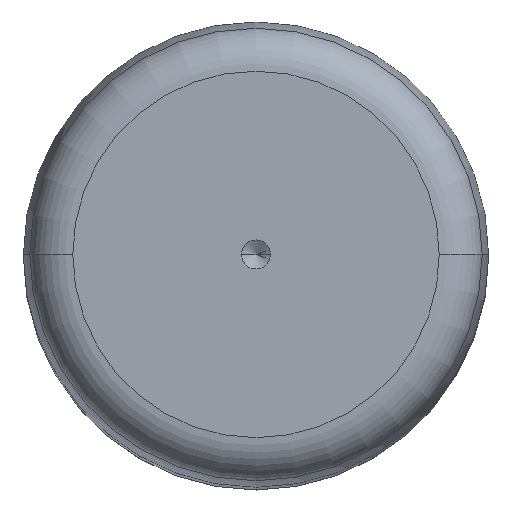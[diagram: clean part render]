
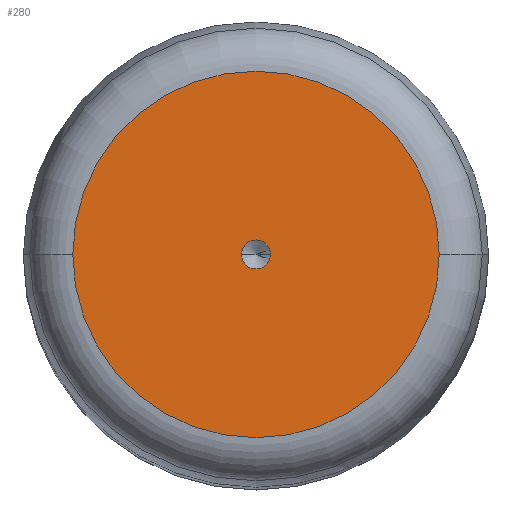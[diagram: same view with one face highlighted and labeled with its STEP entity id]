
A CAD part, top view. The second image highlights one B-rep face of the part: STEP entity #280.
In plain terms, the highlighted planar face has unit normal (0, 0, 1).
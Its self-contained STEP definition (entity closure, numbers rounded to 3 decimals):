
#2 = FACE_OUTER_BOUND ( 'NONE', #177, .T. ) ;
#22 = PLANE ( 'NONE',  #413 ) ;
#24 = DIRECTION ( 'NONE',  ( 1., 0., 0. ) ) ;
#54 = AXIS2_PLACEMENT_3D ( 'NONE', #102, #311, #675 ) ;
#96 = DIRECTION ( 'NONE',  ( 1., 0., 0. ) ) ;
#99 = AXIS2_PLACEMENT_3D ( 'NONE', #445, #550, #24 ) ;
#102 = CARTESIAN_POINT ( 'NONE',  ( 0., 0., 120. ) ) ;
#147 = DIRECTION ( 'NONE',  ( 1., 0., 0. ) ) ;
#149 = EDGE_CURVE ( 'NONE', #161, #677, #541, .T. ) ;
#161 = VERTEX_POINT ( 'NONE', #552 ) ;
#163 = EDGE_CURVE ( 'NONE', #677, #161, #313, .T. ) ;
#171 = CIRCLE ( 'NONE', #54, 1. ) ;
#177 = EDGE_LOOP ( 'NONE', ( #340, #436 ) ) ;
#205 = EDGE_CURVE ( 'NONE', #307, #546, #265, .T. ) ;
#214 = CARTESIAN_POINT ( 'NONE',  ( -1., 0., 120. ) ) ;
#255 = DIRECTION ( 'NONE',  ( 0., 0., 1. ) ) ;
#265 = CIRCLE ( 'NONE', #99, 1. ) ;
#280 = ADVANCED_FACE ( 'NONE', ( #542, #2 ), #22, .T. ) ;
#284 = DIRECTION ( 'NONE',  ( 1., 0., 0. ) ) ;
#303 = EDGE_CURVE ( 'NONE', #546, #307, #171, .T. ) ;
#307 = VERTEX_POINT ( 'NONE', #474 ) ;
#311 = DIRECTION ( 'NONE',  ( 0., 0., 1. ) ) ;
#313 = CIRCLE ( 'NONE', #551, 12.604 ) ;
#325 = ORIENTED_EDGE ( 'NONE', *, *, #205, .F. ) ;
#340 = ORIENTED_EDGE ( 'NONE', *, *, #149, .T. ) ;
#408 = CARTESIAN_POINT ( 'NONE',  ( 0., 0., 120. ) ) ;
#413 = AXIS2_PLACEMENT_3D ( 'NONE', #651, #490, #284 ) ;
#436 = ORIENTED_EDGE ( 'NONE', *, *, #163, .T. ) ;
#445 = CARTESIAN_POINT ( 'NONE',  ( 0., 0., 120. ) ) ;
#469 = CARTESIAN_POINT ( 'NONE',  ( 0., 0., 120. ) ) ;
#474 = CARTESIAN_POINT ( 'NONE',  ( 1., 0., 120. ) ) ;
#490 = DIRECTION ( 'NONE',  ( 0., 0., 1. ) ) ;
#520 = AXIS2_PLACEMENT_3D ( 'NONE', #408, #575, #96 ) ;
#541 = CIRCLE ( 'NONE', #520, 12.604 ) ;
#542 = FACE_BOUND ( 'NONE', #602, .T. ) ;
#546 = VERTEX_POINT ( 'NONE', #214 ) ;
#550 = DIRECTION ( 'NONE',  ( 0., 0., 1. ) ) ;
#551 = AXIS2_PLACEMENT_3D ( 'NONE', #469, #255, #147 ) ;
#552 = CARTESIAN_POINT ( 'NONE',  ( 12.604, 0., 120. ) ) ;
#575 = DIRECTION ( 'NONE',  ( 0., 0., 1. ) ) ;
#602 = EDGE_LOOP ( 'NONE', ( #325, #641 ) ) ;
#610 = CARTESIAN_POINT ( 'NONE',  ( -12.604, 0., 120. ) ) ;
#641 = ORIENTED_EDGE ( 'NONE', *, *, #303, .F. ) ;
#651 = CARTESIAN_POINT ( 'NONE',  ( 0., 0., 120. ) ) ;
#675 = DIRECTION ( 'NONE',  ( 1., 0., 0. ) ) ;
#677 = VERTEX_POINT ( 'NONE', #610 ) ;
